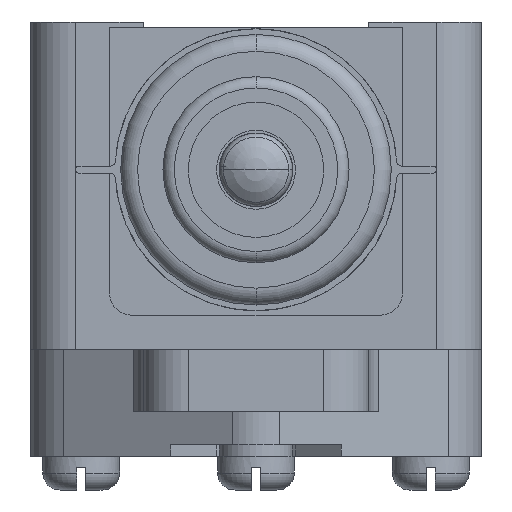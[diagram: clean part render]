
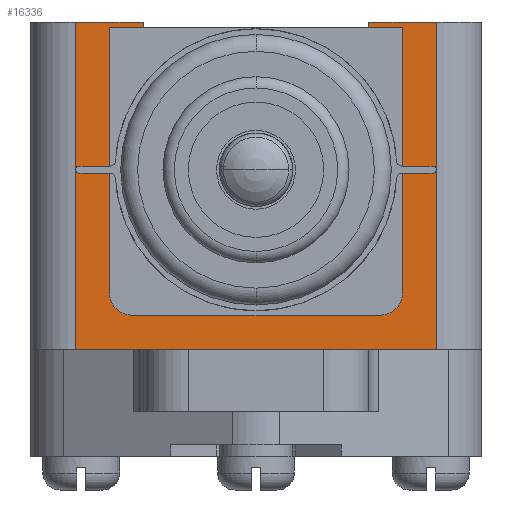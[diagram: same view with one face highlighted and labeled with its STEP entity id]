
A CAD part, front view. The second image highlights one B-rep face of the part: STEP entity #16336.
In plain terms, the highlighted face is planar.
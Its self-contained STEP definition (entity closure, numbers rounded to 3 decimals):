
#11714=DIRECTION('',(1.,0.,0.));
#11715=VECTOR('',#11714,3.);
#11716=CARTESIAN_POINT('',(10.,0.,-34.));
#11717=LINE('',#11716,#11715);
#11722=DIRECTION('',(1.,0.,0.));
#11723=VECTOR('',#11722,3.);
#11724=CARTESIAN_POINT('',(-13.,0.,-34.));
#11725=LINE('',#11724,#11723);
#11834=DIRECTION('',(1.,0.,0.));
#11835=VECTOR('',#11834,6.);
#11836=CARTESIAN_POINT('',(10.,-0.5,-34.));
#11837=LINE('',#11836,#11835);
#11864=DIRECTION('',(1.,0.,0.));
#11865=VECTOR('',#11864,6.);
#11866=CARTESIAN_POINT('',(-16.,-0.5,-34.));
#11867=LINE('',#11866,#11865);
#12440=DIRECTION('',(0.,-1.,0.));
#12441=VECTOR('',#12440,0.5);
#12442=CARTESIAN_POINT('',(-10.,0.,-34.));
#12443=LINE('',#12442,#12441);
#12444=DIRECTION('',(0.,1.,0.));
#12445=VECTOR('',#12444,23.5);
#12446=CARTESIAN_POINT('',(-13.,0.,-34.));
#12447=LINE('',#12446,#12445);
#12448=CARTESIAN_POINT('',(-11.,23.5,-34.));
#12449=DIRECTION('',(0.,0.,-1.));
#12450=DIRECTION('',(-1.,0.,0.));
#12451=AXIS2_PLACEMENT_3D('',#12448,#12449,#12450);
#12453=DIRECTION('',(1.,0.,0.));
#12454=VECTOR('',#12453,22.);
#12455=CARTESIAN_POINT('',(-11.,25.5,-34.));
#12456=LINE('',#12455,#12454);
#12457=CARTESIAN_POINT('',(11.,23.5,-34.));
#12458=DIRECTION('',(0.,0.,-1.));
#12459=DIRECTION('',(0.,1.,0.));
#12460=AXIS2_PLACEMENT_3D('',#12457,#12458,#12459);
#12462=DIRECTION('',(0.,1.,0.));
#12463=VECTOR('',#12462,23.5);
#12464=CARTESIAN_POINT('',(13.,0.,-34.));
#12465=LINE('',#12464,#12463);
#12466=DIRECTION('',(0.,-1.,0.));
#12467=VECTOR('',#12466,0.5);
#12468=CARTESIAN_POINT('',(10.,0.,-34.));
#12469=LINE('',#12468,#12467);
#12470=DIRECTION('',(-1.,0.,0.));
#12471=VECTOR('',#12470,32.);
#12472=CARTESIAN_POINT('',(16.,28.5,-34.));
#12473=LINE('',#12472,#12471);
#12478=DIRECTION('',(0.,1.,0.));
#12479=VECTOR('',#12478,29.);
#12480=CARTESIAN_POINT('',(-16.,-0.5,-34.));
#12481=LINE('',#12480,#12479);
#13061=DIRECTION('',(0.,-1.,0.));
#13062=VECTOR('',#13061,29.);
#13063=CARTESIAN_POINT('',(16.,28.5,-34.));
#13064=LINE('',#13063,#13062);
#14599=CARTESIAN_POINT('',(16.,28.5,-34.));
#14600=CARTESIAN_POINT('',(-16.,28.5,-34.));
#14601=VERTEX_POINT('',#14599);
#14602=VERTEX_POINT('',#14600);
#14831=CARTESIAN_POINT('',(11.,25.5,-34.));
#14832=CARTESIAN_POINT('',(13.,23.5,-34.));
#14833=VERTEX_POINT('',#14831);
#14834=VERTEX_POINT('',#14832);
#14835=CARTESIAN_POINT('',(-13.,23.5,-34.));
#14836=CARTESIAN_POINT('',(-11.,25.5,-34.));
#14837=VERTEX_POINT('',#14835);
#14838=VERTEX_POINT('',#14836);
#15081=CARTESIAN_POINT('',(10.,-0.5,-34.));
#15082=VERTEX_POINT('',#15081);
#15083=CARTESIAN_POINT('',(16.,-0.5,-34.));
#15084=VERTEX_POINT('',#15083);
#15091=CARTESIAN_POINT('',(-16.,-0.5,-34.));
#15092=VERTEX_POINT('',#15091);
#15093=CARTESIAN_POINT('',(-10.,-0.5,-34.));
#15094=VERTEX_POINT('',#15093);
#15137=CARTESIAN_POINT('',(10.,0.,-34.));
#15138=VERTEX_POINT('',#15137);
#15139=CARTESIAN_POINT('',(13.,0.,-34.));
#15140=VERTEX_POINT('',#15139);
#15141=CARTESIAN_POINT('',(-13.,0.,-34.));
#15142=CARTESIAN_POINT('',(-10.,0.,-34.));
#15143=VERTEX_POINT('',#15141);
#15144=VERTEX_POINT('',#15142);
#16307=CARTESIAN_POINT('',(16.,0.,-34.));
#16308=DIRECTION('',(0.,0.,-1.));
#16309=DIRECTION('',(-1.,0.,0.));
#16310=AXIS2_PLACEMENT_3D('',#16307,#16308,#16309);
#16311=PLANE('',#16310);
#16313=ORIENTED_EDGE('',*,*,#16312,.F.);
#16314=ORIENTED_EDGE('',*,*,#15497,.T.);
#16315=ORIENTED_EDGE('',*,*,#16300,.F.);
#16316=ORIENTED_EDGE('',*,*,#15417,.F.);
#16318=ORIENTED_EDGE('',*,*,#16317,.T.);
#16320=ORIENTED_EDGE('',*,*,#16319,.T.);
#16322=ORIENTED_EDGE('',*,*,#16321,.T.);
#16324=ORIENTED_EDGE('',*,*,#16323,.T.);
#16326=ORIENTED_EDGE('',*,*,#16325,.F.);
#16327=ORIENTED_EDGE('',*,*,#15409,.F.);
#16329=ORIENTED_EDGE('',*,*,#16328,.T.);
#16330=ORIENTED_EDGE('',*,*,#15470,.T.);
#16332=ORIENTED_EDGE('',*,*,#16331,.F.);
#16333=ORIENTED_EDGE('',*,*,#15643,.T.);
#16334=EDGE_LOOP('',(#16313,#16314,#16315,#16316,#16318,#16320,#16322,#16324,
#16326,#16327,#16329,#16330,#16332,#16333));
#16335=FACE_OUTER_BOUND('',#16334,.F.);
#12452=CIRCLE('',#12451,2.);
#12461=CIRCLE('',#12460,2.);
#15409=EDGE_CURVE('',#15138,#15140,#11717,.T.);
#15417=EDGE_CURVE('',#15143,#15144,#11725,.T.);
#15470=EDGE_CURVE('',#15082,#15084,#11837,.T.);
#15497=EDGE_CURVE('',#15092,#15094,#11867,.T.);
#15643=EDGE_CURVE('',#14601,#14602,#12473,.T.);
#16300=EDGE_CURVE('',#15144,#15094,#12443,.T.);
#16312=EDGE_CURVE('',#15092,#14602,#12481,.T.);
#16317=EDGE_CURVE('',#15143,#14837,#12447,.T.);
#16319=EDGE_CURVE('',#14837,#14838,#12452,.T.);
#16321=EDGE_CURVE('',#14838,#14833,#12456,.T.);
#16323=EDGE_CURVE('',#14833,#14834,#12461,.T.);
#16325=EDGE_CURVE('',#15140,#14834,#12465,.T.);
#16328=EDGE_CURVE('',#15138,#15082,#12469,.T.);
#16331=EDGE_CURVE('',#14601,#15084,#13064,.T.);
#16336=ADVANCED_FACE('',(#16335),#16311,.T.);
